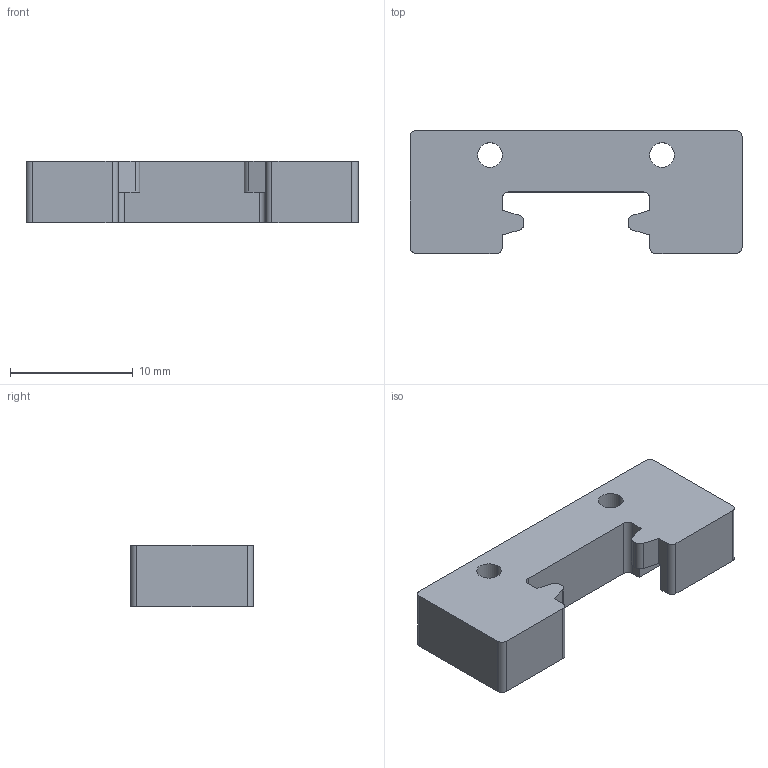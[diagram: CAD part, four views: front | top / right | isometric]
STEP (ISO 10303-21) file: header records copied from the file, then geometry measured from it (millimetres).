
FILE_DESCRIPTION (( 'STEP AP214' ), '1' );
FILE_NAME ('Green End Cap.STEP', '2018-09-02T12:36:07', ( '' ), ( '' ), 'SwSTEP 2.0', 'SolidWorks 2018', '' );
FILE_SCHEMA (( 'AUTOMOTIVE_DESIGN' ));
Length unit declared in the file: millimetre
Products named in the file (1): Green End Cap
Bounding box: 27 x 10 x 5 mm (x, y, z)
Volume: 967.9 mm3; surface area: 953.7 mm2
Topology: 1 solids, 1 shells, 46 faces, 132 edges, 88 vertices
Faces by surface type: plane 30, cylinder 16
Entity records: 1638 total; most frequent: CARTESIAN_POINT 267, ORIENTED_EDGE 264, DIRECTION 258, EDGE_CURVE 132, VECTOR 100, LINE 100, VERTEX_POINT 88, AXIS2_PLACEMENT_3D 79
